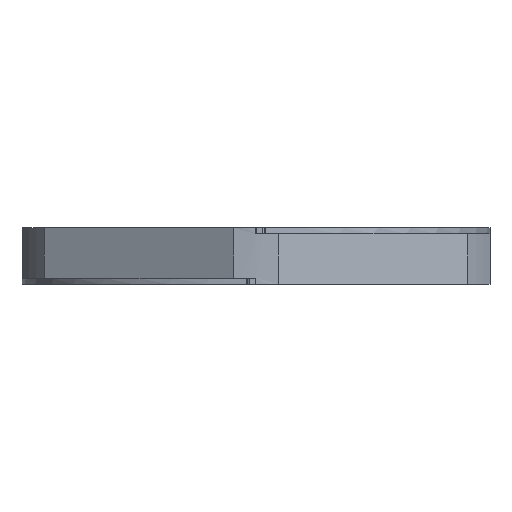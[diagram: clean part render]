
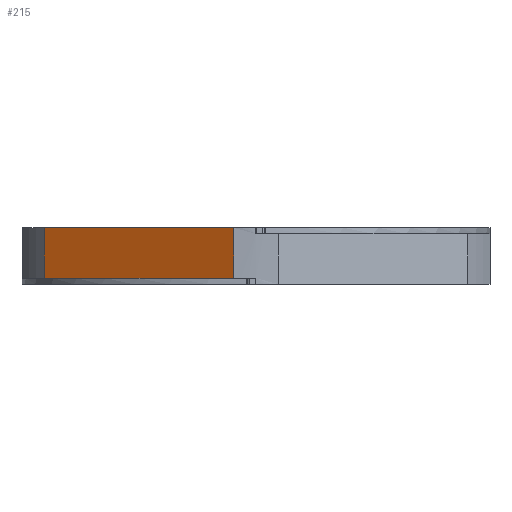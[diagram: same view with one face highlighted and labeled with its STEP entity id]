
A CAD part, left-side view. The second image highlights one B-rep face of the part: STEP entity #215.
In plain terms, the highlighted planar face has unit normal (-0.866, 0.5, 0).
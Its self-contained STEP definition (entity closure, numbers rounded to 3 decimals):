
#137=PLANE('',#2489);
#215=ADVANCED_FACE('',(#408),#137,.F.);
#408=FACE_OUTER_BOUND('',#540,.T.);
#540=EDGE_LOOP('',(#1116,#1117,#1118,#1119,#1120));
#681=LINE('',#3380,#854);
#700=LINE('',#3438,#873);
#703=LINE('',#3450,#876);
#704=LINE('',#3452,#877);
#705=LINE('',#3454,#878);
#854=VECTOR('',#2739,1.);
#873=VECTOR('',#2804,1.);
#876=VECTOR('',#2815,1.);
#877=VECTOR('',#2816,1.);
#878=VECTOR('',#2817,1.);
#1116=ORIENTED_EDGE('',*,*,#2041,.F.);
#1117=ORIENTED_EDGE('',*,*,#2035,.F.);
#1118=ORIENTED_EDGE('',*,*,#2006,.F.);
#1119=ORIENTED_EDGE('',*,*,#2042,.F.);
#1120=ORIENTED_EDGE('',*,*,#2043,.F.);
#1770=VERTEX_POINT('',#3379);
#1771=VERTEX_POINT('',#3381);
#1787=VERTEX_POINT('',#3439);
#1792=VERTEX_POINT('',#3451);
#1793=VERTEX_POINT('',#3453);
#2006=EDGE_CURVE('',#1770,#1771,#681,.T.);
#2035=EDGE_CURVE('',#1771,#1787,#700,.T.);
#2041=EDGE_CURVE('',#1787,#1792,#703,.T.);
#2042=EDGE_CURVE('',#1793,#1770,#704,.T.);
#2043=EDGE_CURVE('',#1792,#1793,#705,.T.);
#2489=AXIS2_PLACEMENT_3D('',#3455,#2818,#2819);
#2739=DIRECTION('',(-0.5,-0.866,0.));
#2804=DIRECTION('',(0.,0.,-1.));
#2815=DIRECTION('',(0.5,0.866,0.));
#2816=DIRECTION('',(0.,0.,1.));
#2817=DIRECTION('',(0.5,0.866,0.));
#2818=DIRECTION('',(0.866,-0.5,0.));
#2819=DIRECTION('',(-0.5,-0.866,0.));
#3379=CARTESIAN_POINT('',(-18.351,26.215,0.));
#3380=CARTESIAN_POINT('',(-18.351,26.215,0.));
#3381=CARTESIAN_POINT('',(-31.879,2.785,0.));
#3438=CARTESIAN_POINT('',(-31.879,2.785,-7.));
#3439=CARTESIAN_POINT('',(-31.879,2.785,-6.25));
#3450=CARTESIAN_POINT('',(-18.351,26.215,-6.25));
#3451=CARTESIAN_POINT('',(-25.115,14.5,-6.25));
#3452=CARTESIAN_POINT('',(-18.351,26.215,0.));
#3453=CARTESIAN_POINT('',(-18.351,26.215,-6.25));
#3454=CARTESIAN_POINT('',(-18.351,26.215,-6.25));
#3455=CARTESIAN_POINT('',(-18.351,26.215,0.));
